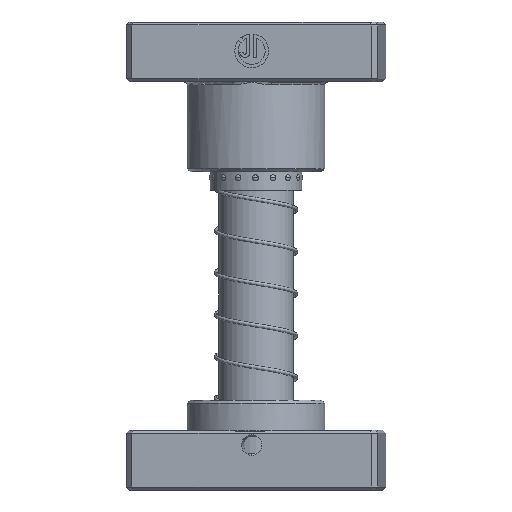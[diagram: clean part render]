
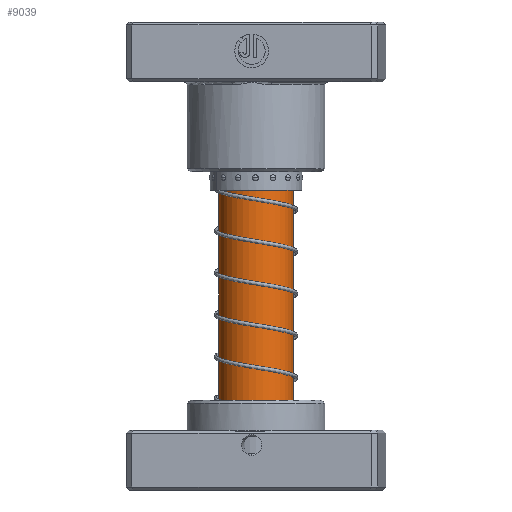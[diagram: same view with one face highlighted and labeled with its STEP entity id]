
A CAD part, front view. The second image highlights one B-rep face of the part: STEP entity #9039.
In plain terms, the highlighted cylindrical face has radius 12.5 mm (diameter 25 mm), a partial arc.
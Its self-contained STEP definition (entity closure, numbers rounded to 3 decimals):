
#1934 = DIRECTION ( 'NONE',  ( -1., 0., 0. ) ) ;
#4404 = VERTEX_POINT ( 'NONE', #34301 ) ;
#4420 = LINE ( 'NONE', #5167, #28154 ) ;
#5050 = DIRECTION ( 'NONE',  ( 0., 0., -1. ) ) ;
#5167 = CARTESIAN_POINT ( 'NONE',  ( -12.5, 0., 130. ) ) ;
#5204 = DIRECTION ( 'NONE',  ( 0., 0., -1. ) ) ;
#5806 = EDGE_CURVE ( 'NONE', #4404, #10632, #4420, .T. ) ;
#5891 = CARTESIAN_POINT ( 'NONE',  ( 0., 0., 127.5 ) ) ;
#6181 = ORIENTED_EDGE ( 'NONE', *, *, #33358, .T. ) ;
#7268 = VECTOR ( 'NONE', #19603, 1000. ) ;
#7418 = FACE_OUTER_BOUND ( 'NONE', #31083, .T. ) ;
#9034 = DIRECTION ( 'NONE',  ( 1., 0., 0. ) ) ;
#9039 = ADVANCED_FACE ( 'NONE', ( #7418 ), #30177, .T. ) ;
#9572 = AXIS2_PLACEMENT_3D ( 'NONE', #32810, #5050, #1934 ) ;
#9786 = CARTESIAN_POINT ( 'NONE',  ( -12.5, 0., 19.25 ) ) ;
#10632 = VERTEX_POINT ( 'NONE', #9786 ) ;
#10656 = EDGE_CURVE ( 'NONE', #20372, #26406, #15491, .T. ) ;
#15491 = LINE ( 'NONE', #31945, #7268 ) ;
#16973 = AXIS2_PLACEMENT_3D ( 'NONE', #23742, #5204, #26864 ) ;
#19603 = DIRECTION ( 'NONE',  ( 0., 0., -1. ) ) ;
#20372 = VERTEX_POINT ( 'NONE', #38393 ) ;
#21354 = ORIENTED_EDGE ( 'NONE', *, *, #10656, .F. ) ;
#22096 = CARTESIAN_POINT ( 'NONE',  ( 12.5, 0., 19.25 ) ) ;
#22572 = EDGE_CURVE ( 'NONE', #26406, #10632, #31949, .T. ) ;
#23742 = CARTESIAN_POINT ( 'NONE',  ( 0., 0., 19.25 ) ) ;
#24363 = DIRECTION ( 'NONE',  ( 0., 0., -1. ) ) ;
#26406 = VERTEX_POINT ( 'NONE', #22096 ) ;
#26864 = DIRECTION ( 'NONE',  ( -1., 0., 0. ) ) ;
#27550 = DIRECTION ( 'NONE',  ( 0., 0., -1. ) ) ;
#28154 = VECTOR ( 'NONE', #24363, 1000. ) ;
#29223 = ORIENTED_EDGE ( 'NONE', *, *, #22572, .F. ) ;
#30177 = CYLINDRICAL_SURFACE ( 'NONE', #9572, 12.5 ) ;
#31083 = EDGE_LOOP ( 'NONE', ( #21354, #6181, #35601, #29223 ) ) ;
#31945 = CARTESIAN_POINT ( 'NONE',  ( 12.5, 0., 130. ) ) ;
#31949 = CIRCLE ( 'NONE', #16973, 12.5 ) ;
#32810 = CARTESIAN_POINT ( 'NONE',  ( 0., 0., 130. ) ) ;
#32897 = CIRCLE ( 'NONE', #38173, 12.5 ) ;
#33358 = EDGE_CURVE ( 'NONE', #20372, #4404, #32897, .T. ) ;
#34301 = CARTESIAN_POINT ( 'NONE',  ( -12.5, 0., 127.5 ) ) ;
#35601 = ORIENTED_EDGE ( 'NONE', *, *, #5806, .T. ) ;
#38173 = AXIS2_PLACEMENT_3D ( 'NONE', #5891, #27550, #9034 ) ;
#38393 = CARTESIAN_POINT ( 'NONE',  ( 12.5, 0., 127.5 ) ) ;
